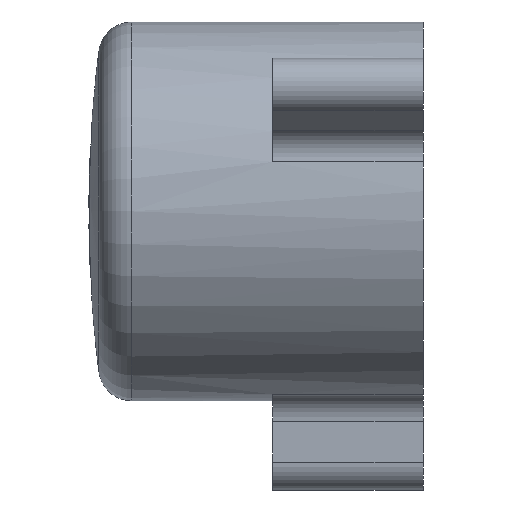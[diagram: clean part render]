
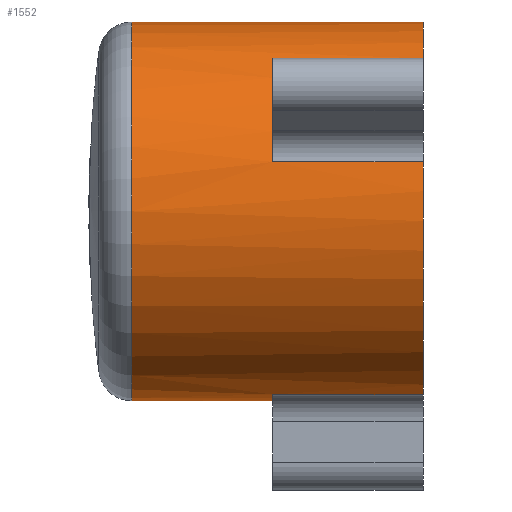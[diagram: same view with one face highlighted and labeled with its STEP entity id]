
A CAD part, left-side view. The second image highlights one B-rep face of the part: STEP entity #1552.
In plain terms, the highlighted cylindrical face has radius 3.4 mm (diameter 6.8 mm), a partial arc.
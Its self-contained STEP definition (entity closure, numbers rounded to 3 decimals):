
#18 = CIRCLE ( 'NONE', #371, 3.4 ) ;
#25 = ORIENTED_EDGE ( 'NONE', *, *, #498, .T. ) ;
#245 = CARTESIAN_POINT ( 'NONE',  ( -0.872, 2.7, -3.286 ) ) ;
#275 = AXIS2_PLACEMENT_3D ( 'NONE', #1046, #1542, #562 ) ;
#282 = DIRECTION ( 'NONE',  ( 0., 0., 1. ) ) ;
#300 = EDGE_CURVE ( 'NONE', #960, #1438, #1452, .T. ) ;
#314 = CARTESIAN_POINT ( 'NONE',  ( 0., 6., 3.4 ) ) ;
#322 = CARTESIAN_POINT ( 'NONE',  ( 0., 2.7, -3.4 ) ) ;
#334 = EDGE_LOOP ( 'NONE', ( #1175, #1455, #968, #1255, #362, #1264, #25, #582, #893, #1768 ) ) ;
#362 = ORIENTED_EDGE ( 'NONE', *, *, #2029, .T. ) ;
#371 = AXIS2_PLACEMENT_3D ( 'NONE', #2010, #1533, #557 ) ;
#416 = DIRECTION ( 'NONE',  ( 0., 1., 0. ) ) ;
#432 = VERTEX_POINT ( 'NONE', #1850 ) ;
#457 = EDGE_CURVE ( 'NONE', #737, #960, #18, .T. ) ;
#471 = AXIS2_PLACEMENT_3D ( 'NONE', #1558, #1902, #931 ) ;
#485 = CARTESIAN_POINT ( 'NONE',  ( -0.872, 6., -3.286 ) ) ;
#498 = EDGE_CURVE ( 'NONE', #1867, #920, #1414, .T. ) ;
#538 = VECTOR ( 'NONE', #970, 1000. ) ;
#557 = DIRECTION ( 'NONE',  ( 0., 0., -1. ) ) ;
#562 = DIRECTION ( 'NONE',  ( 0., 0., 1. ) ) ;
#582 = ORIENTED_EDGE ( 'NONE', *, *, #1585, .F. ) ;
#599 = VECTOR ( 'NONE', #416, 1000. ) ;
#606 = CARTESIAN_POINT ( 'NONE',  ( 0., 0., 0. ) ) ;
#618 = CYLINDRICAL_SURFACE ( 'NONE', #471, 3.4 ) ;
#625 = CARTESIAN_POINT ( 'NONE',  ( 0., 5.226, -3.4 ) ) ;
#668 = DIRECTION ( 'NONE',  ( 0., -1., 0. ) ) ;
#737 = VERTEX_POINT ( 'NONE', #1659 ) ;
#747 = CARTESIAN_POINT ( 'NONE',  ( -2.41, 6., 2.398 ) ) ;
#749 = VERTEX_POINT ( 'NONE', #1166 ) ;
#764 = DIRECTION ( 'NONE',  ( 0., -1., 0. ) ) ;
#790 = CARTESIAN_POINT ( 'NONE',  ( 0., 2.7, 0. ) ) ;
#839 = AXIS2_PLACEMENT_3D ( 'NONE', #606, #1880, #282 ) ;
#878 = DIRECTION ( 'NONE',  ( 0., 1., 0. ) ) ;
#893 = ORIENTED_EDGE ( 'NONE', *, *, #1811, .T. ) ;
#920 = VERTEX_POINT ( 'NONE', #1074 ) ;
#931 = DIRECTION ( 'NONE',  ( 0., 0., -1. ) ) ;
#936 = LINE ( 'NONE', #747, #1014 ) ;
#949 = VERTEX_POINT ( 'NONE', #245 ) ;
#960 = VERTEX_POINT ( 'NONE', #625 ) ;
#968 = ORIENTED_EDGE ( 'NONE', *, *, #300, .T. ) ;
#970 = DIRECTION ( 'NONE',  ( 0., -1., 0. ) ) ;
#1014 = VECTOR ( 'NONE', #764, 1000. ) ;
#1046 = CARTESIAN_POINT ( 'NONE',  ( 0., 2.7, 0. ) ) ;
#1074 = CARTESIAN_POINT ( 'NONE',  ( -3.282, 2.7, 0.888 ) ) ;
#1105 = VERTEX_POINT ( 'NONE', #1670 ) ;
#1124 = CARTESIAN_POINT ( 'NONE',  ( 0., 6., -3.4 ) ) ;
#1142 = CIRCLE ( 'NONE', #1426, 3.4 ) ;
#1145 = DIRECTION ( 'NONE',  ( 0., -1., 0. ) ) ;
#1166 = CARTESIAN_POINT ( 'NONE',  ( -0.872, 0., -3.286 ) ) ;
#1175 = ORIENTED_EDGE ( 'NONE', *, *, #1405, .F. ) ;
#1181 = CIRCLE ( 'NONE', #275, 3.4 ) ;
#1215 = CARTESIAN_POINT ( 'NONE',  ( -3.282, 6., 0.888 ) ) ;
#1229 = CARTESIAN_POINT ( 'NONE',  ( -3.282, 0., 0.888 ) ) ;
#1233 = FACE_OUTER_BOUND ( 'NONE', #334, .T. ) ;
#1252 = AXIS2_PLACEMENT_3D ( 'NONE', #790, #668, #1447 ) ;
#1255 = ORIENTED_EDGE ( 'NONE', *, *, #1349, .F. ) ;
#1264 = ORIENTED_EDGE ( 'NONE', *, *, #1689, .T. ) ;
#1349 = EDGE_CURVE ( 'NONE', #949, #1438, #1181, .T. ) ;
#1368 = VECTOR ( 'NONE', #1145, 1000. ) ;
#1377 = DIRECTION ( 'NONE',  ( 0., 0., 1. ) ) ;
#1405 = EDGE_CURVE ( 'NONE', #737, #1105, #1458, .T. ) ;
#1414 = LINE ( 'NONE', #1215, #599 ) ;
#1426 = AXIS2_PLACEMENT_3D ( 'NONE', #1990, #878, #1377 ) ;
#1438 = VERTEX_POINT ( 'NONE', #322 ) ;
#1447 = DIRECTION ( 'NONE',  ( 0.866, 0., -0.5 ) ) ;
#1452 = LINE ( 'NONE', #1124, #1368 ) ;
#1455 = ORIENTED_EDGE ( 'NONE', *, *, #457, .T. ) ;
#1458 = LINE ( 'NONE', #314, #538 ) ;
#1533 = DIRECTION ( 'NONE',  ( 0., -1., 0. ) ) ;
#1542 = DIRECTION ( 'NONE',  ( 0., -1., 0. ) ) ;
#1552 = ADVANCED_FACE ( 'NONE', ( #1233 ), #618, .T. ) ;
#1555 = CARTESIAN_POINT ( 'NONE',  ( -2.41, 2.7, 2.398 ) ) ;
#1558 = CARTESIAN_POINT ( 'NONE',  ( 0., 6., 0. ) ) ;
#1585 = EDGE_CURVE ( 'NONE', #1822, #920, #2060, .T. ) ;
#1659 = CARTESIAN_POINT ( 'NONE',  ( 0., 5.226, 3.4 ) ) ;
#1670 = CARTESIAN_POINT ( 'NONE',  ( 0., 0., 3.4 ) ) ;
#1689 = EDGE_CURVE ( 'NONE', #749, #1867, #1142, .T. ) ;
#1756 = CIRCLE ( 'NONE', #839, 3.4 ) ;
#1768 = ORIENTED_EDGE ( 'NONE', *, *, #1771, .T. ) ;
#1771 = EDGE_CURVE ( 'NONE', #432, #1105, #1756, .T. ) ;
#1782 = DIRECTION ( 'NONE',  ( 0., -1., 0. ) ) ;
#1811 = EDGE_CURVE ( 'NONE', #1822, #432, #936, .T. ) ;
#1822 = VERTEX_POINT ( 'NONE', #1555 ) ;
#1850 = CARTESIAN_POINT ( 'NONE',  ( -2.41, 0., 2.398 ) ) ;
#1867 = VERTEX_POINT ( 'NONE', #1229 ) ;
#1880 = DIRECTION ( 'NONE',  ( 0., 1., 0. ) ) ;
#1902 = DIRECTION ( 'NONE',  ( 0., -1., 0. ) ) ;
#1929 = LINE ( 'NONE', #485, #2062 ) ;
#1990 = CARTESIAN_POINT ( 'NONE',  ( 0., 0., 0. ) ) ;
#2010 = CARTESIAN_POINT ( 'NONE',  ( 0., 5.226, 0. ) ) ;
#2029 = EDGE_CURVE ( 'NONE', #949, #749, #1929, .T. ) ;
#2060 = CIRCLE ( 'NONE', #1252, 3.4 ) ;
#2062 = VECTOR ( 'NONE', #1782, 1000. ) ;
